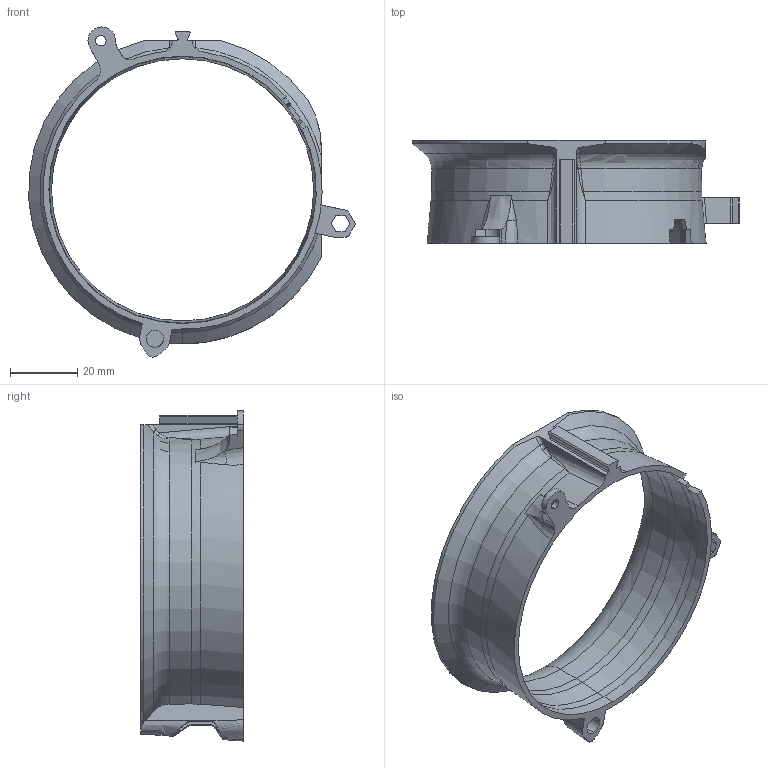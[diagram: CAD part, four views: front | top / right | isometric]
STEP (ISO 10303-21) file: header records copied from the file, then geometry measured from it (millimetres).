
FILE_DESCRIPTION (( 'STEP AP214' ), '1' );
FILE_NAME ('Ducts_RearRight.STEP', '2021-09-27T05:56:08', ( '' ), ( '' ), 'SwSTEP 2.0', 'SolidWorks 2019', '' );
FILE_SCHEMA (( 'AUTOMOTIVE_DESIGN' ));
Length unit declared in the file: millimetre
Products named in the file (1): Ducts_RearRight
Bounding box: 96.73 x 30.5 x 97.87 mm (x, y, z)
Volume: 14663.4 mm3; surface area: 18868 mm2
Topology: 1 solids, 1 shells, 124 faces, 353 edges, 227 vertices
Faces by surface type: plane 43, cylinder 34, bspline 27, torus 11, cone 9
Entity records: 5955 total; most frequent: CARTESIAN_POINT 2979, ORIENTED_EDGE 702, DIRECTION 521, EDGE_CURVE 351, VERTEX_POINT 227, AXIS2_PLACEMENT_3D 207, EDGE_LOOP 130, FACE_OUTER_BOUND 124
